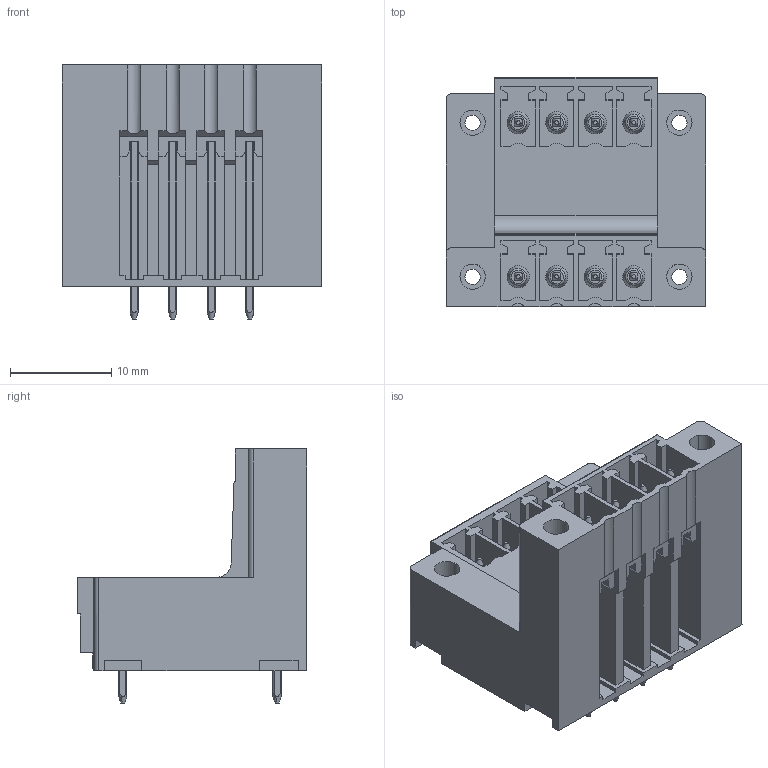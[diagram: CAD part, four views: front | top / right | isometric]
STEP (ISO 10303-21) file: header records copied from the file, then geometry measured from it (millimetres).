
FILE_DESCRIPTION(('CATIA V5 STEP Exchange','CAx-IF Rec.Pracs.--- Model Styling and Organization---1.2---2011-12-15'),'2;1');
FILE_NAME ('D1447325_0', '2018-10-15T07:38:05+00:00', ('none'), ('Weidmueller'), 'CATIA Version 5-6 Release 2014', 'CATIA V5 STEP AP214', 'none');
FILE_SCHEMA(('AUTOMOTIVE_DESIGN { 1 0 10303 214 1 1 1 1 }'));
Length unit declared in the file: millimetre
Products named in the file (1): 1035330000
Bounding box: 25.63 x 22.7 x 25.1 mm (x, y, z)
Volume: 4784.5 mm3; surface area: 6056.7 mm2
Topology: 9 solids, 9 shells, 560 faces, 1544 edges, 1026 vertices
Faces by surface type: plane 363, cylinder 129, cone 52, torus 16
Entity records: 17982 total; most frequent: CARTESIAN_POINT 5016, ORIENTED_EDGE 3088, DIRECTION 1956, EDGE_CURVE 1544, VECTOR 1084, LINE 1084, VERTEX_POINT 1026, AXIS2_PLACEMENT_3D 616
